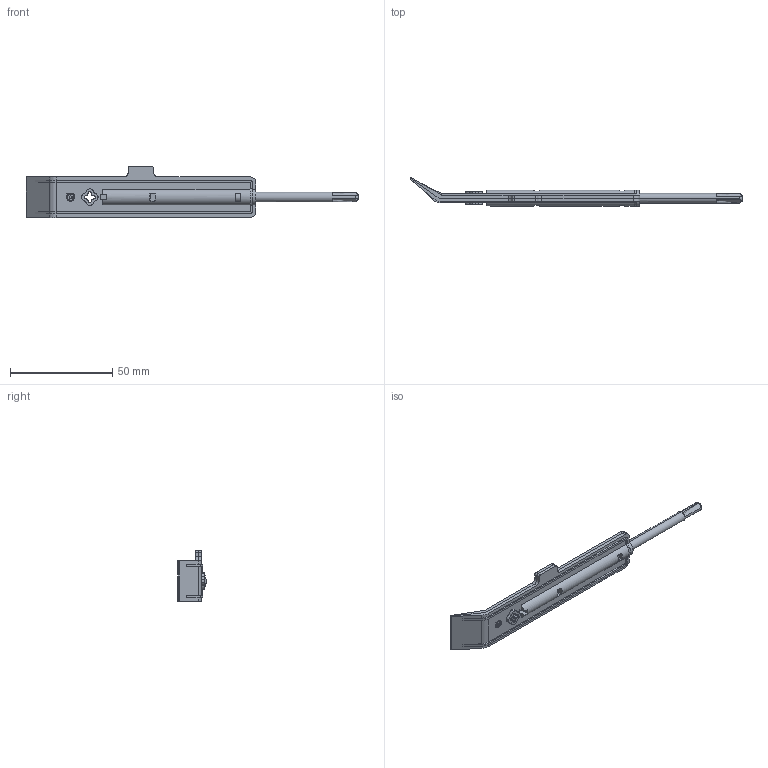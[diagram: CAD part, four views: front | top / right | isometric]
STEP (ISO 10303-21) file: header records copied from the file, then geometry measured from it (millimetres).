
FILE_DESCRIPTION (( 'STEP AP214' ), '1' );
FILE_NAME ('750-0999-132 Rev1.STEP', '2022-10-26T23:50:45', ( '' ), ( '' ), 'SwSTEP 2.0', 'SolidWorks 2021', '' );
FILE_SCHEMA (( 'AUTOMOTIVE_DESIGN' ));
Length unit declared in the file: millimetre
Products named in the file (1): 750-0999-132 Rev1
Bounding box: 162.5 x 14.08 x 25 mm (x, y, z)
Volume: 10021.6 mm3; surface area: 9642.2 mm2
Topology: 2 solids, 2 shells, 533 faces, 1529 edges, 1012 vertices
Faces by surface type: plane 403, cylinder 100, bspline 28, cone 2
Entity records: 19098 total; most frequent: CARTESIAN_POINT 4971, ORIENTED_EDGE 3058, DIRECTION 2633, EDGE_CURVE 1529, LINE 1237, VECTOR 1237, VERTEX_POINT 1012, AXIS2_PLACEMENT_3D 698
